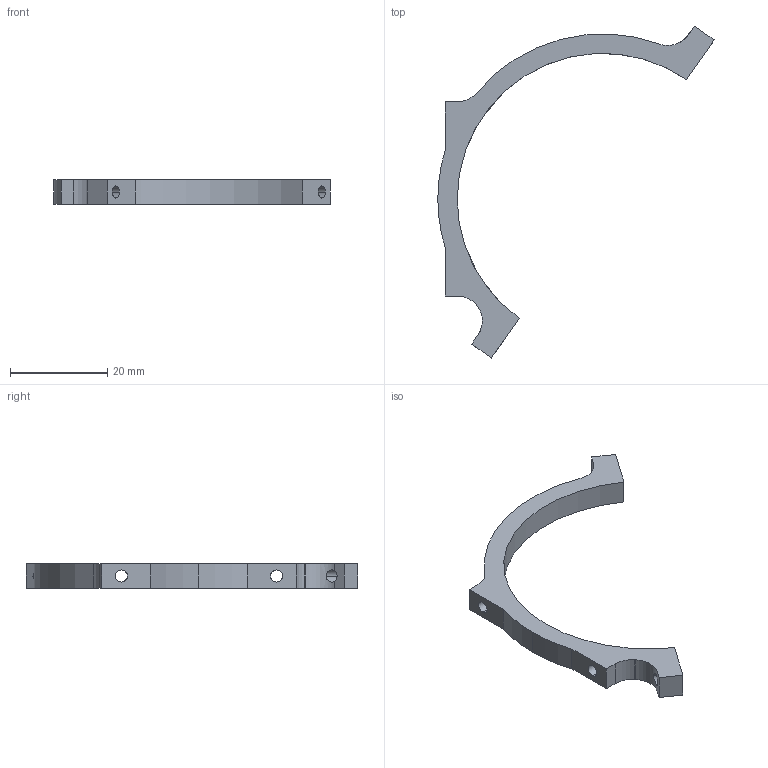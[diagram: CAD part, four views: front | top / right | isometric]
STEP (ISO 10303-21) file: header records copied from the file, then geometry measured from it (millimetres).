
FILE_DESCRIPTION (( 'STEP AP214' ), '1' );
FILE_NAME ('bride turbine corps 1.STEP', '2021-12-22T06:46:17', ( '' ), ( '' ), 'SwSTEP 2.0', 'SolidWorks 2020', '' );
FILE_SCHEMA (( 'AUTOMOTIVE_DESIGN' ));
Length unit declared in the file: millimetre
Products named in the file (1): bride turbine corps 1
Bounding box: 56.94 x 68.4 x 5 mm (x, y, z)
Volume: 2451.9 mm3; surface area: 2370.3 mm2
Topology: 1 solids, 1 shells, 30 faces, 90 edges, 60 vertices
Faces by surface type: cylinder 18, plane 12
Entity records: 1234 total; most frequent: CARTESIAN_POINT 311, ORIENTED_EDGE 180, DIRECTION 176, EDGE_CURVE 90, AXIS2_PLACEMENT_3D 63, VERTEX_POINT 60, VECTOR 50, LINE 50
